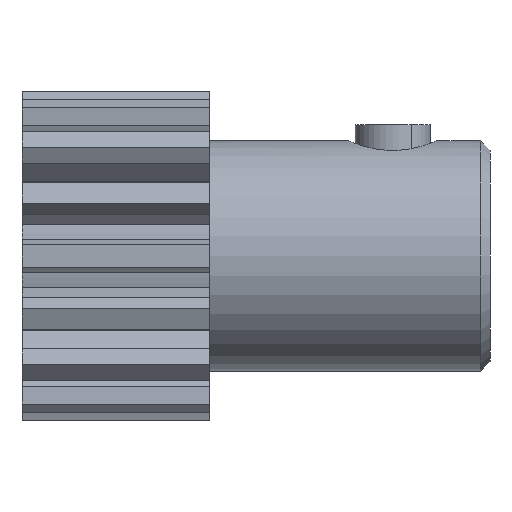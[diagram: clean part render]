
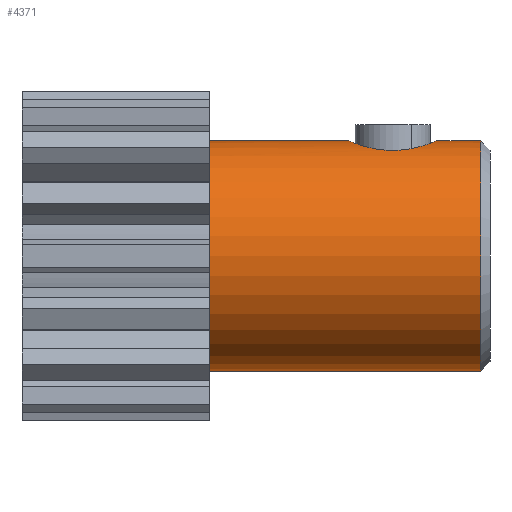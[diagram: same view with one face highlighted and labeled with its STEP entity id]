
A CAD part, left-side view. The second image highlights one B-rep face of the part: STEP entity #4371.
In plain terms, the highlighted cylindrical face has radius 6.15 mm (diameter 12.3 mm), a partial arc.
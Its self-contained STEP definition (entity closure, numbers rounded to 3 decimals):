
#45 = CARTESIAN_POINT ( 'NONE',  ( -2.449, 5.2, 5.641 ) ) ;
#47 = CARTESIAN_POINT ( 'NONE',  ( -1.509, 7.079, 5.967 ) ) ;
#73 = EDGE_CURVE ( 'NONE', #3037, #3707, #4878, .T. ) ;
#176 = B_SPLINE_CURVE_WITH_KNOTS ( 'NONE', 3,
 ( #334, #3735, #3034, #2171, #3428, #1752, #2143, #3924, #2196, #47, #4737, #5151, #3451, #864, #1283, #1728 ),
 .UNSPECIFIED., .F., .F.,
 ( 4, 2, 2, 2, 2, 2, 2, 4 ),
 ( 0.5, 0.531, 0.562, 0.594, 0.625, 0.687, 0.719, 0.75 ),
 .UNSPECIFIED. ) ;
#304 = ORIENTED_EDGE ( 'NONE', *, *, #313, .T. ) ;
#313 = EDGE_CURVE ( 'NONE', #964, #3980, #176, .T. ) ;
#334 = CARTESIAN_POINT ( 'NONE',  ( -2.449, 5.2, 5.641 ) ) ;
#441 = CARTESIAN_POINT ( 'NONE',  ( -1.091, 3.087, 6.054 ) ) ;
#471 = CARTESIAN_POINT ( 'NONE',  ( -1.233, 3.161, 6.027 ) ) ;
#494 = CARTESIAN_POINT ( 'NONE',  ( -0.641, 2.923, 6.119 ) ) ;
#553 = AXIS2_PLACEMENT_3D ( 'NONE', #2529, #5011, #2052 ) ;
#637 = CARTESIAN_POINT ( 'NONE',  ( 0., 15., 6.15 ) ) ;
#733 = ORIENTED_EDGE ( 'NONE', *, *, #4987, .T. ) ;
#816 = AXIS2_PLACEMENT_3D ( 'NONE', #1662, #1690, #2972 ) ;
#864 = CARTESIAN_POINT ( 'NONE',  ( -0.325, 7.538, 6.143 ) ) ;
#959 = EDGE_CURVE ( 'NONE', #3037, #3625, #1246, .T. ) ;
#964 = VERTEX_POINT ( 'NONE', #3361 ) ;
#1029 = CARTESIAN_POINT ( 'NONE',  ( 0., 15., -6.15 ) ) ;
#1186 = CARTESIAN_POINT ( 'NONE',  ( 0., 15., 0. ) ) ;
#1225 = B_SPLINE_CURVE_WITH_KNOTS ( 'NONE', 3,
 ( #2538, #3448, #4235, #494, #4290, #441, #471, #2169, #4762, #2514, #4683, #2194, #3866, #3810, #1778, #45 ),
 .UNSPECIFIED., .F., .F.,
 ( 4, 2, 2, 2, 2, 2, 2, 4 ),
 ( 0.25, 0.281, 0.313, 0.344, 0.375, 0.438, 0.469, 0.5 ),
 .UNSPECIFIED. ) ;
#1246 = CIRCLE ( 'NONE', #2742, 6.15 ) ;
#1273 = FACE_OUTER_BOUND ( 'NONE', #1317, .T. ) ;
#1283 = CARTESIAN_POINT ( 'NONE',  ( -0.163, 7.554, 6.15 ) ) ;
#1317 = EDGE_LOOP ( 'NONE', ( #2916, #2856, #3623, #733, #4049, #4690, #304 ) ) ;
#1353 = DIRECTION ( 'NONE',  ( 0., -1., 0. ) ) ;
#1405 = DIRECTION ( 'NONE',  ( 0., -1., 0. ) ) ;
#1573 = VERTEX_POINT ( 'NONE', #2489 ) ;
#1662 = CARTESIAN_POINT ( 'NONE',  ( 0., 25., 0. ) ) ;
#1690 = DIRECTION ( 'NONE',  ( 0., -1., 0. ) ) ;
#1728 = CARTESIAN_POINT ( 'NONE',  ( 0., 7.554, 6.15 ) ) ;
#1752 = CARTESIAN_POINT ( 'NONE',  ( -2.198, 6.249, 5.744 ) ) ;
#1778 = CARTESIAN_POINT ( 'NONE',  ( -2.449, 5.045, 5.641 ) ) ;
#1950 = DIRECTION ( 'NONE',  ( 0., -1., 0. ) ) ;
#2052 = DIRECTION ( 'NONE',  ( 0., 0., 1. ) ) ;
#2102 = DIRECTION ( 'NONE',  ( 0., 1., 0. ) ) ;
#2143 = CARTESIAN_POINT ( 'NONE',  ( -2.123, 6.383, 5.773 ) ) ;
#2169 = CARTESIAN_POINT ( 'NONE',  ( -1.496, 3.33, 5.967 ) ) ;
#2171 = CARTESIAN_POINT ( 'NONE',  ( -2.369, 5.818, 5.676 ) ) ;
#2189 = EDGE_CURVE ( 'NONE', #1573, #964, #1225, .T. ) ;
#2194 = CARTESIAN_POINT ( 'NONE',  ( -2.322, 4.437, 5.695 ) ) ;
#2196 = CARTESIAN_POINT ( 'NONE',  ( -1.845, 6.756, 5.868 ) ) ;
#2328 = LINE ( 'NONE', #3606, #4289 ) ;
#2420 = VECTOR ( 'NONE', #1353, 1000. ) ;
#2489 = CARTESIAN_POINT ( 'NONE',  ( 0., 2.846, 6.15 ) ) ;
#2514 = CARTESIAN_POINT ( 'NONE',  ( -1.957, 3.752, 5.835 ) ) ;
#2529 = CARTESIAN_POINT ( 'NONE',  ( 0., 0.5, 0. ) ) ;
#2538 = CARTESIAN_POINT ( 'NONE',  ( 0., 2.846, 6.15 ) ) ;
#2640 = CARTESIAN_POINT ( 'NONE',  ( 0., 0.5, 6.15 ) ) ;
#2691 = CIRCLE ( 'NONE', #553, 6.15 ) ;
#2742 = AXIS2_PLACEMENT_3D ( 'NONE', #1186, #2102, #4165 ) ;
#2856 = ORIENTED_EDGE ( 'NONE', *, *, #959, .F. ) ;
#2916 = ORIENTED_EDGE ( 'NONE', *, *, #4551, .F. ) ;
#2972 = DIRECTION ( 'NONE',  ( 0., 0., -1. ) ) ;
#3034 = CARTESIAN_POINT ( 'NONE',  ( -2.433, 5.511, 5.648 ) ) ;
#3037 = VERTEX_POINT ( 'NONE', #1029 ) ;
#3197 = VECTOR ( 'NONE', #1950, 1000. ) ;
#3361 = CARTESIAN_POINT ( 'NONE',  ( -2.449, 5.2, 5.641 ) ) ;
#3420 = LINE ( 'NONE', #3527, #2420 ) ;
#3428 = CARTESIAN_POINT ( 'NONE',  ( -2.321, 5.965, 5.695 ) ) ;
#3448 = CARTESIAN_POINT ( 'NONE',  ( -0.162, 2.846, 6.15 ) ) ;
#3451 = CARTESIAN_POINT ( 'NONE',  ( -0.64, 7.477, 6.119 ) ) ;
#3486 = VERTEX_POINT ( 'NONE', #2640 ) ;
#3527 = CARTESIAN_POINT ( 'NONE',  ( 0., 25., 6.15 ) ) ;
#3606 = CARTESIAN_POINT ( 'NONE',  ( 0., 25., 6.15 ) ) ;
#3623 = ORIENTED_EDGE ( 'NONE', *, *, #73, .T. ) ;
#3625 = VERTEX_POINT ( 'NONE', #637 ) ;
#3707 = VERTEX_POINT ( 'NONE', #4081 ) ;
#3735 = CARTESIAN_POINT ( 'NONE',  ( -2.449, 5.355, 5.641 ) ) ;
#3810 = CARTESIAN_POINT ( 'NONE',  ( -2.433, 4.889, 5.648 ) ) ;
#3866 = CARTESIAN_POINT ( 'NONE',  ( -2.369, 4.583, 5.676 ) ) ;
#3924 = CARTESIAN_POINT ( 'NONE',  ( -1.945, 6.639, 5.835 ) ) ;
#3980 = VERTEX_POINT ( 'NONE', #4745 ) ;
#4049 = ORIENTED_EDGE ( 'NONE', *, *, #5407, .F. ) ;
#4065 = CARTESIAN_POINT ( 'NONE',  ( 0., 25., -6.15 ) ) ;
#4081 = CARTESIAN_POINT ( 'NONE',  ( 0., 0.5, -6.15 ) ) ;
#4165 = DIRECTION ( 'NONE',  ( 0., 0., 1. ) ) ;
#4235 = CARTESIAN_POINT ( 'NONE',  ( -0.326, 2.862, 6.143 ) ) ;
#4289 = VECTOR ( 'NONE', #1405, 1000. ) ;
#4290 = CARTESIAN_POINT ( 'NONE',  ( -0.794, 2.968, 6.1 ) ) ;
#4371 = ADVANCED_FACE ( 'NONE', ( #1273 ), #5517, .T. ) ;
#4551 = EDGE_CURVE ( 'NONE', #3625, #3980, #3420, .T. ) ;
#4683 = CARTESIAN_POINT ( 'NONE',  ( -2.137, 4.009, 5.768 ) ) ;
#4690 = ORIENTED_EDGE ( 'NONE', *, *, #2189, .T. ) ;
#4737 = CARTESIAN_POINT ( 'NONE',  ( -1.239, 7.253, 6.031 ) ) ;
#4745 = CARTESIAN_POINT ( 'NONE',  ( 0., 7.554, 6.15 ) ) ;
#4762 = CARTESIAN_POINT ( 'NONE',  ( -1.619, 3.427, 5.934 ) ) ;
#4878 = LINE ( 'NONE', #4065, #3197 ) ;
#4987 = EDGE_CURVE ( 'NONE', #3707, #3486, #2691, .T. ) ;
#5011 = DIRECTION ( 'NONE',  ( 0., 1., 0. ) ) ;
#5151 = CARTESIAN_POINT ( 'NONE',  ( -0.797, 7.431, 6.1 ) ) ;
#5407 = EDGE_CURVE ( 'NONE', #1573, #3486, #2328, .T. ) ;
#5517 = CYLINDRICAL_SURFACE ( 'NONE', #816, 6.15 ) ;
